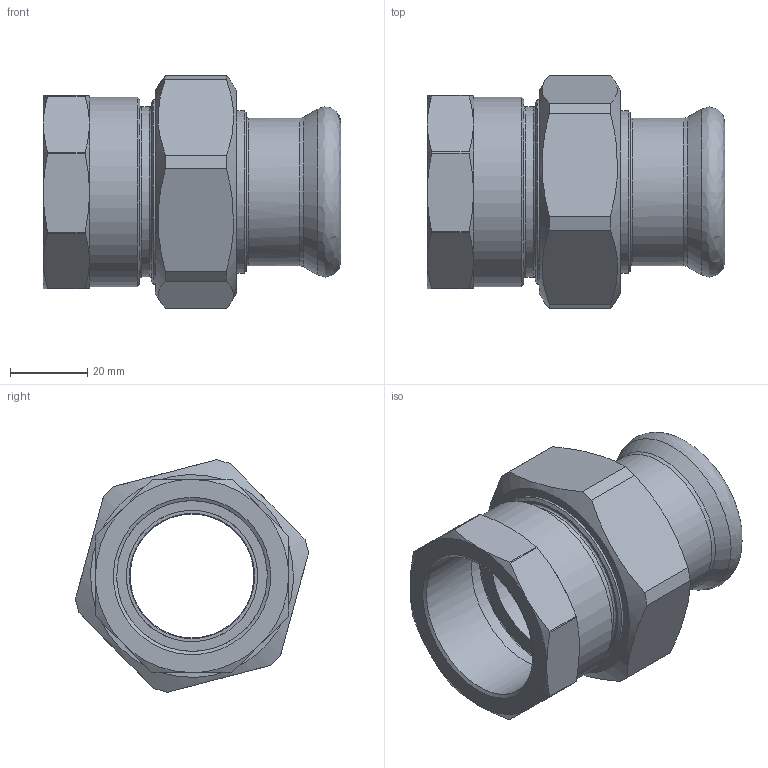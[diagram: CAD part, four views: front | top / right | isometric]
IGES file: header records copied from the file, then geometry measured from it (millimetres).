
Global section: file name: S62SG; native system: Autodesk Inventor 2016; preprocessor: unknown; author: aporro; date: 20180209.164228; units: millimetre
Bounding box: 77 x 60.32 x 60.17 mm (x, y, z)
Volume: 59189.1 mm3; surface area: 36736.1 mm2
Topology: 4 solids, 4 shells, 101 faces, 273 edges, 189 vertices
Faces by surface type: bspline 101
